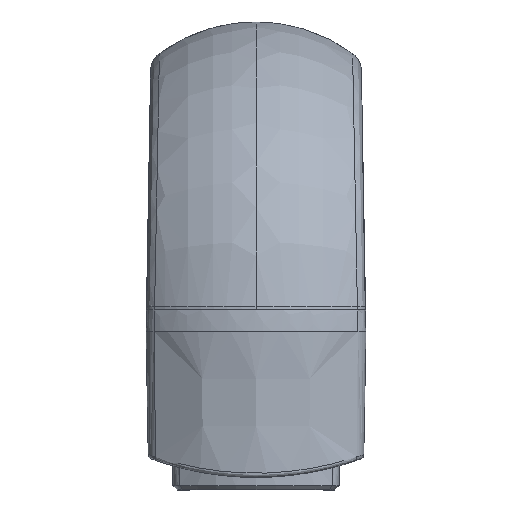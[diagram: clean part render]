
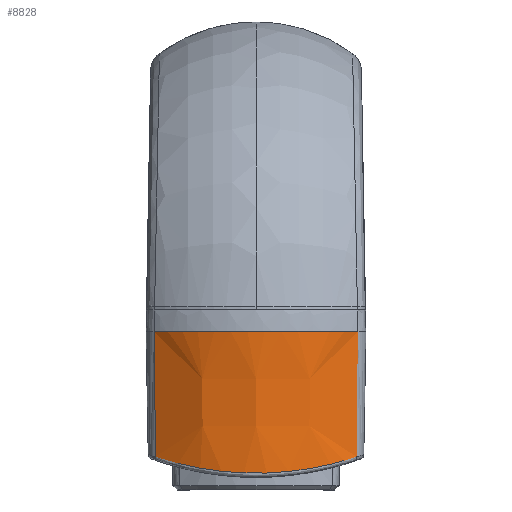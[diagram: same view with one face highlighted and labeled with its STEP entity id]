
A CAD part, left-side view. The second image highlights one B-rep face of the part: STEP entity #8828.
In plain terms, the highlighted conical face has half-angle 1 degrees and reference radius 74.848 mm.
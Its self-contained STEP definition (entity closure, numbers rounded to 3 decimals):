
#173 = CARTESIAN_POINT ( 'NONE',  ( -73.709, -1.101, -18.275 ) ) ;
#256 = LINE ( 'NONE', #35159, #78087 ) ;
#1167 = VECTOR ( 'NONE', #11008, 1000. ) ;
#1957 = CARTESIAN_POINT ( 'NONE',  ( -57.495, -46.335, -10.704 ) ) ;
#2886 = VERTEX_POINT ( 'NONE', #77421 ) ;
#3502 = ORIENTED_EDGE ( 'NONE', *, *, #94297, .F. ) ;
#4598 = EDGE_CURVE ( 'NONE', #86697, #57009, #50189, .T. ) ;
#7461 = CARTESIAN_POINT ( 'NONE',  ( -63.882, 36.952, -13.513 ) ) ;
#7775 = CARTESIAN_POINT ( 'NONE',  ( -73.593, -4.296, -18.215 ) ) ;
#8828 = ADVANCED_FACE ( 'NONE', ( #32143 ), #27408, .T. ) ;
#9645 = CARTESIAN_POINT ( 'NONE',  ( 0., 0., 46.973 ) ) ;
#10226 = ORIENTED_EDGE ( 'NONE', *, *, #13352, .T. ) ;
#11008 = DIRECTION ( 'NONE',  ( -0.014, -0.011, 1. ) ) ;
#12698 = CARTESIAN_POINT ( 'NONE',  ( -57.495, 46.335, -10.704 ) ) ;
#13352 = EDGE_CURVE ( 'NONE', #2886, #84076, #28027, .T. ) ;
#15062 = CARTESIAN_POINT ( 'NONE',  ( -68.076, 28.691, -15.478 ) ) ;
#15378 = CARTESIAN_POINT ( 'NONE',  ( -73.251, -8.51, -18.042 ) ) ;
#17168 = CARTESIAN_POINT ( 'NONE',  ( -57.495, -46.334, -10.704 ) ) ;
#18011 = B_SPLINE_CURVE_WITH_KNOTS ( 'NONE', 3,
 ( #29920, #75014, #90163, #45055, #97724, #52613, #7461, #60162, #15062, #67724, #22629, #75321, #30248, #82891, #37866, #90477, #45388, #173, #52930, #7775, #60496, #15378, #68042, #22956, #75663, #30569, #83214, #38203, #90814, #45692 ),
 .UNSPECIFIED., .F., .F.,
 ( 4, 2, 2, 2, 2, 2, 2, 2, 2, 2, 2, 2, 2, 2, 4 ),
 ( 0., 0.006, 0.01, 0.013, 0.026, 0.032, 0.035, 0.038, 0.051, 0.054, 0.057, 0.064, 0.077, 0.089, 0.102 ),
 .UNSPECIFIED. ) ;
#18683 = VERTEX_POINT ( 'NONE', #12698 ) ;
#20859 = DIRECTION ( 'NONE',  ( 0., 0., -1. ) ) ;
#22629 = CARTESIAN_POINT ( 'NONE',  ( -70.762, 20.832, -16.793 ) ) ;
#22956 = CARTESIAN_POINT ( 'NONE',  ( -71.911, -16.787, -17.364 ) ) ;
#24961 = CARTESIAN_POINT ( 'NONE',  ( -57.495, 46.335, -10.704 ) ) ;
#27408 = CONICAL_SURFACE ( 'NONE', #87256, 74.848, 0.017 ) ;
#28027 = B_SPLINE_CURVE_WITH_KNOTS ( 'NONE', 3,
 ( #1957, #69503, #62260, #17168 ),
 .UNSPECIFIED., .F., .F.,
 ( 4, 4 ),
 ( 0., 1. ),
 .UNSPECIFIED. ) ;
#28069 = CARTESIAN_POINT ( 'NONE',  ( -57.495, -46.334, -10.704 ) ) ;
#29920 = CARTESIAN_POINT ( 'NONE',  ( -57.495, 46.335, -10.704 ) ) ;
#30248 = CARTESIAN_POINT ( 'NONE',  ( -71.806, 16.749, -17.313 ) ) ;
#30569 = CARTESIAN_POINT ( 'NONE',  ( -68.043, -28.777, -15.462 ) ) ;
#32143 = FACE_OUTER_BOUND ( 'NONE', #65408, .T. ) ;
#32767 = DIRECTION ( 'NONE',  ( -1., 0., 0. ) ) ;
#35159 = CARTESIAN_POINT ( 'NONE',  ( -58.279, 46.966, 46.973 ) ) ;
#37866 = CARTESIAN_POINT ( 'NONE',  ( -72.456, 13.637, -17.639 ) ) ;
#37872 = ORIENTED_EDGE ( 'NONE', *, *, #52281, .T. ) ;
#38203 = CARTESIAN_POINT ( 'NONE',  ( -62.345, -39.712, -12.805 ) ) ;
#39019 = LINE ( 'NONE', #56125, #1167 ) ;
#40357 = DIRECTION ( 'NONE',  ( 0., 0., 1. ) ) ;
#42292 = AXIS2_PLACEMENT_3D ( 'NONE', #65940, #20859, #73557 ) ;
#45055 = CARTESIAN_POINT ( 'NONE',  ( -61.726, 40.483, -12.538 ) ) ;
#45388 = CARTESIAN_POINT ( 'NONE',  ( -73.711, 4.217, -18.276 ) ) ;
#45692 = CARTESIAN_POINT ( 'NONE',  ( -57.495, -46.335, -10.704 ) ) ;
#47268 = CARTESIAN_POINT ( 'NONE',  ( -58.279, -46.966, 46.973 ) ) ;
#48278 = ORIENTED_EDGE ( 'NONE', *, *, #71364, .T. ) ;
#48885 = CARTESIAN_POINT ( 'NONE',  ( -57.494, 46.335, -10.704 ) ) ;
#49730 = VERTEX_POINT ( 'NONE', #48885 ) ;
#50189 = CIRCLE ( 'NONE', #42292, 74.848 ) ;
#52058 = B_SPLINE_CURVE_WITH_KNOTS ( 'NONE', 3,
 ( #61845, #69394, #70053, #24961 ),
 .UNSPECIFIED., .F., .F.,
 ( 4, 4 ),
 ( 0., 1. ),
 .UNSPECIFIED. ) ;
#52281 = EDGE_CURVE ( 'NONE', #18683, #2886, #18011, .T. ) ;
#52613 = CARTESIAN_POINT ( 'NONE',  ( -63.363, 37.843, -13.276 ) ) ;
#52930 = CARTESIAN_POINT ( 'NONE',  ( -73.685, -2.17, -18.263 ) ) ;
#56125 = CARTESIAN_POINT ( 'NONE',  ( -58.279, -46.966, 46.973 ) ) ;
#57009 = VERTEX_POINT ( 'NONE', #79776 ) ;
#59569 = EDGE_CURVE ( 'NONE', #49730, #18683, #52058, .T. ) ;
#60162 = CARTESIAN_POINT ( 'NONE',  ( -66.383, 32.445, -14.665 ) ) ;
#60496 = CARTESIAN_POINT ( 'NONE',  ( -73.524, -5.353, -18.18 ) ) ;
#61845 = CARTESIAN_POINT ( 'NONE',  ( -57.494, 46.335, -10.704 ) ) ;
#62260 = CARTESIAN_POINT ( 'NONE',  ( -57.495, -46.335, -10.704 ) ) ;
#65408 = EDGE_LOOP ( 'NONE', ( #3502, #71710, #37872, #10226, #48278, #75410 ) ) ;
#65940 = CARTESIAN_POINT ( 'NONE',  ( 0., 0., 46.973 ) ) ;
#67724 = CARTESIAN_POINT ( 'NONE',  ( -70.149, 22.826, -16.49 ) ) ;
#68042 = CARTESIAN_POINT ( 'NONE',  ( -72.98, -10.594, -17.904 ) ) ;
#69394 = CARTESIAN_POINT ( 'NONE',  ( -57.494, 46.335, -10.704 ) ) ;
#69503 = CARTESIAN_POINT ( 'NONE',  ( -57.495, -46.335, -10.704 ) ) ;
#70053 = CARTESIAN_POINT ( 'NONE',  ( -57.494, 46.335, -10.704 ) ) ;
#71364 = EDGE_CURVE ( 'NONE', #84076, #86697, #39019, .T. ) ;
#71710 = ORIENTED_EDGE ( 'NONE', *, *, #59569, .T. ) ;
#73557 = DIRECTION ( 'NONE',  ( -1., 0., 0. ) ) ;
#75014 = CARTESIAN_POINT ( 'NONE',  ( -58.781, 44.724, -11.246 ) ) ;
#75321 = CARTESIAN_POINT ( 'NONE',  ( -71.56, 17.779, -17.19 ) ) ;
#75410 = ORIENTED_EDGE ( 'NONE', *, *, #4598, .T. ) ;
#75663 = CARTESIAN_POINT ( 'NONE',  ( -70.854, -20.838, -16.834 ) ) ;
#77421 = CARTESIAN_POINT ( 'NONE',  ( -57.495, -46.335, -10.704 ) ) ;
#78087 = VECTOR ( 'NONE', #95671, 1000. ) ;
#79776 = CARTESIAN_POINT ( 'NONE',  ( -58.279, 46.966, 46.973 ) ) ;
#82891 = CARTESIAN_POINT ( 'NONE',  ( -72.254, 14.676, -17.538 ) ) ;
#83214 = CARTESIAN_POINT ( 'NONE',  ( -66.333, -32.544, -14.642 ) ) ;
#84076 = VERTEX_POINT ( 'NONE', #28069 ) ;
#86697 = VERTEX_POINT ( 'NONE', #47268 ) ;
#87256 = AXIS2_PLACEMENT_3D ( 'NONE', #9645, #40357, #32767 ) ;
#90163 = CARTESIAN_POINT ( 'NONE',  ( -59.999, 43.06, -11.774 ) ) ;
#90477 = CARTESIAN_POINT ( 'NONE',  ( -73.351, 8.428, -18.091 ) ) ;
#90814 = CARTESIAN_POINT ( 'NONE',  ( -60.067, -43.113, -11.788 ) ) ;
#94297 = EDGE_CURVE ( 'NONE', #49730, #57009, #256, .T. ) ;
#95671 = DIRECTION ( 'NONE',  ( -0.014, 0.011, 1. ) ) ;
#97724 = CARTESIAN_POINT ( 'NONE',  ( -62.285, 39.609, -12.788 ) ) ;
